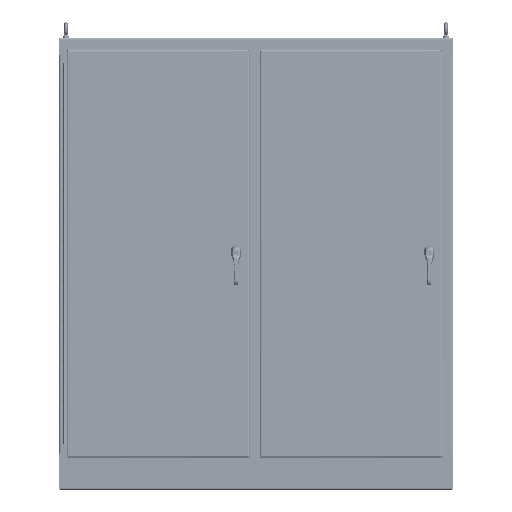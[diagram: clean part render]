
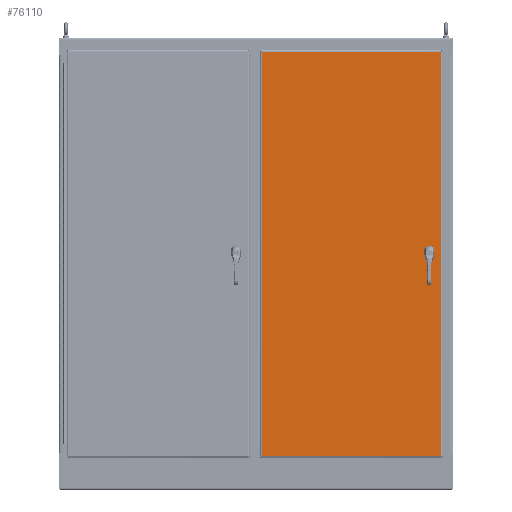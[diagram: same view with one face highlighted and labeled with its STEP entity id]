
A CAD part, top view. The second image highlights one B-rep face of the part: STEP entity #76110.
In plain terms, the highlighted planar face has unit normal (0, 0, 1).
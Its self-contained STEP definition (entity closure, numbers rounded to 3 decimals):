
#3533=FACE_BOUND('',#12617,.T.);
#3534=FACE_BOUND('',#12618,.T.);
#3535=FACE_BOUND('',#12619,.T.);
#3536=FACE_BOUND('',#12620,.T.);
#4986=PLANE('',#81896);
#7575=FACE_OUTER_BOUND('',#12616,.T.);
#12616=EDGE_LOOP('',(#55997,#55998,#55999,#56000));
#12617=EDGE_LOOP('',(#56001,#56002,#56003,#56004,#56005,#56006,#56007,#56008));
#12618=EDGE_LOOP('',(#56009));
#12619=EDGE_LOOP('',(#56010));
#12620=EDGE_LOOP('',(#56011));
#17544=CIRCLE('',#81842,0.453);
#17546=CIRCLE('',#81846,0.453);
#17548=CIRCLE('',#81850,0.453);
#17550=CIRCLE('',#81854,0.453);
#17552=CIRCLE('',#81857,0.14);
#17554=CIRCLE('',#81860,0.14);
#17556=CIRCLE('',#81863,0.14);
#22245=LINE('',#123371,#28110);
#22249=LINE('',#123383,#28114);
#22253=LINE('',#123395,#28118);
#22257=LINE('',#123407,#28122);
#22277=LINE('',#123478,#28142);
#22293=LINE('',#123600,#28158);
#22307=LINE('',#123717,#28172);
#22318=LINE('',#123828,#28183);
#28110=VECTOR('',#94293,0.427);
#28114=VECTOR('',#94305,0.427);
#28118=VECTOR('',#94317,0.427);
#28122=VECTOR('',#94329,0.427);
#28142=VECTOR('',#94385,80.482);
#28158=VECTOR('',#94415,35.732);
#28172=VECTOR('',#94443,80.482);
#28183=VECTOR('',#94466,35.732);
#34209=VERTEX_POINT('',#123368);
#34210=VERTEX_POINT('',#123370);
#34212=VERTEX_POINT('',#123376);
#34214=VERTEX_POINT('',#123382);
#34216=VERTEX_POINT('',#123388);
#34218=VERTEX_POINT('',#123394);
#34220=VERTEX_POINT('',#123400);
#34222=VERTEX_POINT('',#123406);
#34224=VERTEX_POINT('',#123415);
#34226=VERTEX_POINT('',#123420);
#34228=VERTEX_POINT('',#123425);
#34244=VERTEX_POINT('',#123466);
#34245=VERTEX_POINT('',#123477);
#34256=VERTEX_POINT('',#123589);
#34264=VERTEX_POINT('',#123706);
#42076=EDGE_CURVE('',#34210,#34209,#22245,.T.);
#42079=EDGE_CURVE('',#34212,#34210,#17544,.T.);
#42082=EDGE_CURVE('',#34214,#34212,#22249,.T.);
#42085=EDGE_CURVE('',#34216,#34214,#17546,.T.);
#42088=EDGE_CURVE('',#34218,#34216,#22253,.T.);
#42091=EDGE_CURVE('',#34220,#34218,#17548,.T.);
#42094=EDGE_CURVE('',#34222,#34220,#22257,.T.);
#42097=EDGE_CURVE('',#34209,#34222,#17550,.T.);
#42099=EDGE_CURVE('',#34224,#34224,#17552,.T.);
#42101=EDGE_CURVE('',#34226,#34226,#17554,.T.);
#42103=EDGE_CURVE('',#34228,#34228,#17556,.T.);
#42123=EDGE_CURVE('',#34245,#34244,#22277,.T.);
#42143=EDGE_CURVE('',#34244,#34256,#22293,.T.);
#42161=EDGE_CURVE('',#34256,#34264,#22307,.T.);
#42176=EDGE_CURVE('',#34264,#34245,#22318,.T.);
#55997=ORIENTED_EDGE('',*,*,#42123,.T.);
#55998=ORIENTED_EDGE('',*,*,#42143,.T.);
#55999=ORIENTED_EDGE('',*,*,#42161,.T.);
#56000=ORIENTED_EDGE('',*,*,#42176,.T.);
#56001=ORIENTED_EDGE('',*,*,#42076,.T.);
#56002=ORIENTED_EDGE('',*,*,#42097,.T.);
#56003=ORIENTED_EDGE('',*,*,#42094,.T.);
#56004=ORIENTED_EDGE('',*,*,#42091,.T.);
#56005=ORIENTED_EDGE('',*,*,#42088,.T.);
#56006=ORIENTED_EDGE('',*,*,#42085,.T.);
#56007=ORIENTED_EDGE('',*,*,#42082,.T.);
#56008=ORIENTED_EDGE('',*,*,#42079,.T.);
#56009=ORIENTED_EDGE('',*,*,#42099,.T.);
#56010=ORIENTED_EDGE('',*,*,#42101,.T.);
#56011=ORIENTED_EDGE('',*,*,#42103,.T.);
#76110=ADVANCED_FACE('',(#7575,#3533,#3534,#3535,#3536),#4986,.T.);
#81842=AXIS2_PLACEMENT_3D('',#123377,#94299,#94300);
#81846=AXIS2_PLACEMENT_3D('',#123389,#94311,#94312);
#81850=AXIS2_PLACEMENT_3D('',#123401,#94323,#94324);
#81854=AXIS2_PLACEMENT_3D('',#123411,#94335,#94336);
#81857=AXIS2_PLACEMENT_3D('',#123416,#94341,#94342);
#81860=AXIS2_PLACEMENT_3D('',#123421,#94347,#94348);
#81863=AXIS2_PLACEMENT_3D('',#123426,#94353,#94354);
#81896=AXIS2_PLACEMENT_3D('',#123931,#94491,#94492);
#94293=DIRECTION('',(0.,1.,0.));
#94299=DIRECTION('center_axis',(0.,0.,-1.));
#94300=DIRECTION('ref_axis',(-0.882,-0.471,0.));
#94305=DIRECTION('',(-1.,0.,0.));
#94311=DIRECTION('center_axis',(0.,0.,-1.));
#94312=DIRECTION('ref_axis',(0.471,-0.882,0.));
#94317=DIRECTION('',(0.,-1.,0.));
#94323=DIRECTION('center_axis',(0.,0.,-1.));
#94324=DIRECTION('ref_axis',(0.882,0.471,0.));
#94329=DIRECTION('',(1.,0.,0.));
#94335=DIRECTION('center_axis',(0.,0.,-1.));
#94336=DIRECTION('ref_axis',(-0.471,0.882,0.));
#94341=DIRECTION('center_axis',(0.,0.,-1.));
#94342=DIRECTION('ref_axis',(-1.,0.,0.));
#94347=DIRECTION('center_axis',(0.,0.,-1.));
#94348=DIRECTION('ref_axis',(-1.,0.,0.));
#94353=DIRECTION('center_axis',(0.,0.,-1.));
#94354=DIRECTION('ref_axis',(-1.,0.,0.));
#94385=DIRECTION('',(0.,1.,0.));
#94415=DIRECTION('',(-1.,0.,0.));
#94443=DIRECTION('',(0.,-1.,0.));
#94466=DIRECTION('',(1.,0.,0.));
#94491=DIRECTION('center_axis',(0.,0.,1.));
#94492=DIRECTION('ref_axis',(1.,0.,0.));
#123368=CARTESIAN_POINT('',(15.163,0.214,0.134));
#123370=CARTESIAN_POINT('',(15.163,-0.214,0.134));
#123371=CARTESIAN_POINT('',(15.163,0.107,0.134));
#123376=CARTESIAN_POINT('',(15.349,-0.399,0.134));
#123377=CARTESIAN_POINT('Origin',(15.563,0.,0.134));
#123382=CARTESIAN_POINT('',(15.776,-0.399,0.134));
#123383=CARTESIAN_POINT('',(7.674,-0.4,0.134));
#123388=CARTESIAN_POINT('',(15.962,-0.214,0.134));
#123389=CARTESIAN_POINT('Origin',(15.563,0.,0.134));
#123394=CARTESIAN_POINT('',(15.962,0.214,0.134));
#123395=CARTESIAN_POINT('',(15.962,-0.107,0.134));
#123400=CARTESIAN_POINT('',(15.776,0.4,0.134));
#123401=CARTESIAN_POINT('Origin',(15.563,0.,0.134));
#123406=CARTESIAN_POINT('',(15.349,0.4,0.134));
#123407=CARTESIAN_POINT('',(7.888,0.399,0.134));
#123411=CARTESIAN_POINT('Origin',(15.563,0.,
0.134));
#123415=CARTESIAN_POINT('',(15.703,0.885,0.134));
#123416=CARTESIAN_POINT('Origin',(15.563,0.885,0.134));
#123420=CARTESIAN_POINT('',(15.703,-0.886,0.134));
#123421=CARTESIAN_POINT('Origin',(15.563,-0.886,0.134));
#123425=CARTESIAN_POINT('',(15.703,-1.378,0.134));
#123426=CARTESIAN_POINT('Origin',(15.563,-1.378,0.134));
#123466=CARTESIAN_POINT('',(17.866,40.241,0.134));
#123477=CARTESIAN_POINT('',(17.866,-40.241,0.134));
#123478=CARTESIAN_POINT('',(17.866,-20.121,0.134));
#123589=CARTESIAN_POINT('',(-17.866,40.241,0.134));
#123600=CARTESIAN_POINT('',(8.933,40.241,0.134));
#123706=CARTESIAN_POINT('',(-17.866,-40.241,0.134));
#123717=CARTESIAN_POINT('',(-17.866,20.121,0.134));
#123828=CARTESIAN_POINT('',(-8.933,-40.241,0.134));
#123931=CARTESIAN_POINT('Origin',(0.,0.,
0.134));
